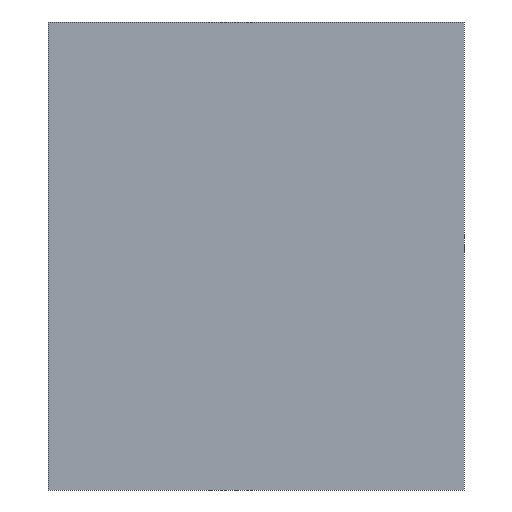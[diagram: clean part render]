
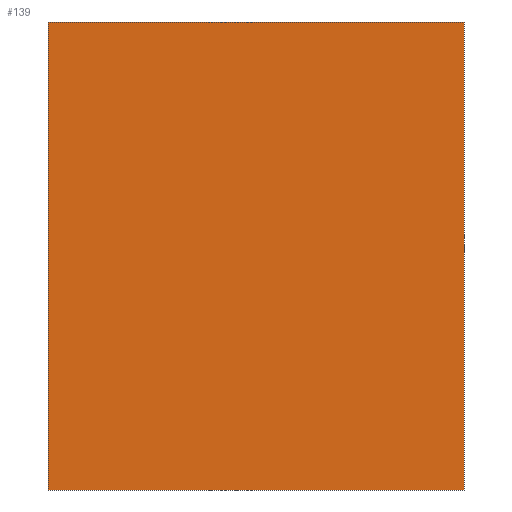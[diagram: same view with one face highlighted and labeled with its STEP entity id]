
A CAD part, front view. The second image highlights one B-rep face of the part: STEP entity #139.
In plain terms, the highlighted planar face has unit normal (0, -1, 0).
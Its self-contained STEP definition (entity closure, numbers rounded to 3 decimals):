
#18 = CARTESIAN_POINT ( 'NONE',  ( -1., 0., -1.125 ) ) ;
#21 = VERTEX_POINT ( 'NONE', #98 ) ;
#23 = LINE ( 'NONE', #86, #142 ) ;
#36 = CARTESIAN_POINT ( 'NONE',  ( 1., 0., 1.125 ) ) ;
#45 = DIRECTION ( 'NONE',  ( 0., 0., -1. ) ) ;
#58 = VERTEX_POINT ( 'NONE', #146 ) ;
#63 = VECTOR ( 'NONE', #110, 1000. ) ;
#67 = LINE ( 'NONE', #18, #63 ) ;
#70 = ORIENTED_EDGE ( 'NONE', *, *, #169, .F. ) ;
#76 = EDGE_CURVE ( 'NONE', #21, #132, #67, .T. ) ;
#77 = FACE_OUTER_BOUND ( 'NONE', #84, .T. ) ;
#79 = EDGE_CURVE ( 'NONE', #116, #21, #95, .T. ) ;
#81 = CARTESIAN_POINT ( 'NONE',  ( -1., 0., 1.125 ) ) ;
#84 = EDGE_LOOP ( 'NONE', ( #180, #70, #161, #167 ) ) ;
#86 = CARTESIAN_POINT ( 'NONE',  ( -1., 0., 1.125 ) ) ;
#87 = CARTESIAN_POINT ( 'NONE',  ( 1., 0., 1.125 ) ) ;
#93 = LINE ( 'NONE', #81, #140 ) ;
#95 = LINE ( 'NONE', #36, #109 ) ;
#96 = EDGE_CURVE ( 'NONE', #132, #58, #23, .T. ) ;
#98 = CARTESIAN_POINT ( 'NONE',  ( 1., 0., -1.125 ) ) ;
#104 = CARTESIAN_POINT ( 'NONE',  ( 0., 0., 0. ) ) ;
#109 = VECTOR ( 'NONE', #195, 1000. ) ;
#110 = DIRECTION ( 'NONE',  ( -1., 0., 0. ) ) ;
#116 = VERTEX_POINT ( 'NONE', #87 ) ;
#132 = VERTEX_POINT ( 'NONE', #185 ) ;
#135 = DIRECTION ( 'NONE',  ( 0., 0., 1. ) ) ;
#139 = ADVANCED_FACE ( 'NONE', ( #77 ), #141, .T. ) ;
#140 = VECTOR ( 'NONE', #156, 1000. ) ;
#141 = PLANE ( 'NONE',  #154 ) ;
#142 = VECTOR ( 'NONE', #135, 1000. ) ;
#146 = CARTESIAN_POINT ( 'NONE',  ( -1., 0., 1.125 ) ) ;
#154 = AXIS2_PLACEMENT_3D ( 'NONE', #104, #199, #45 ) ;
#156 = DIRECTION ( 'NONE',  ( 1., 0., 0. ) ) ;
#161 = ORIENTED_EDGE ( 'NONE', *, *, #96, .F. ) ;
#167 = ORIENTED_EDGE ( 'NONE', *, *, #76, .F. ) ;
#169 = EDGE_CURVE ( 'NONE', #58, #116, #93, .T. ) ;
#180 = ORIENTED_EDGE ( 'NONE', *, *, #79, .F. ) ;
#185 = CARTESIAN_POINT ( 'NONE',  ( -1., 0., -1.125 ) ) ;
#195 = DIRECTION ( 'NONE',  ( 0., 0., -1. ) ) ;
#199 = DIRECTION ( 'NONE',  ( 0., -1., 0. ) ) ;
